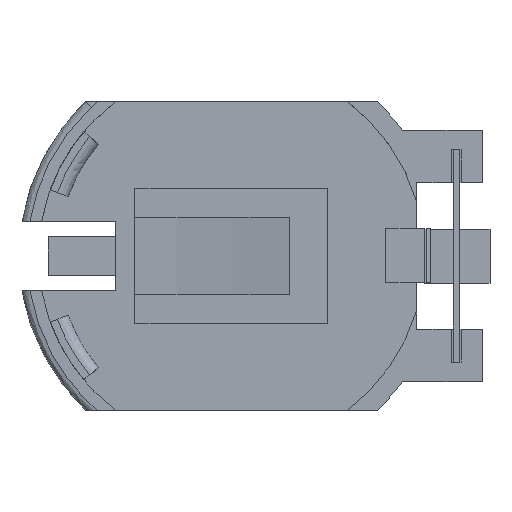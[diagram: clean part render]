
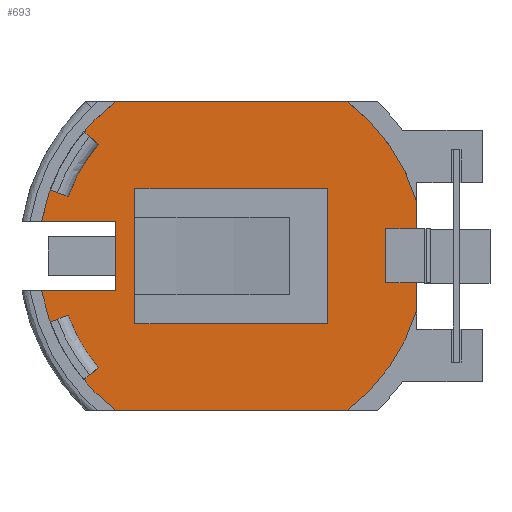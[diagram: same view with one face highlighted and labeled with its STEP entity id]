
A CAD part, top view. The second image highlights one B-rep face of the part: STEP entity #693.
In plain terms, the highlighted planar face has unit normal (0, 0, 1).
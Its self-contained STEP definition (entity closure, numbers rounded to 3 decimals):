
#11 = DIRECTION ( 'NONE',  ( 0., 1., 0. ) ) ;
#13 = LINE ( 'NONE', #2590, #3020 ) ;
#41 = LINE ( 'NONE', #3962, #1560 ) ;
#47 = EDGE_CURVE ( 'NONE', #2895, #1709, #1107, .T. ) ;
#55 = CARTESIAN_POINT ( 'NONE',  ( 0., 0., 1.2 ) ) ;
#156 = DIRECTION ( 'NONE',  ( -1., 0., 0. ) ) ;
#205 = AXIS2_PLACEMENT_3D ( 'NONE', #2157, #3484, #3757 ) ;
#277 = LINE ( 'NONE', #3116, #947 ) ;
#316 = VECTOR ( 'NONE', #3552, 1000. ) ;
#328 = VECTOR ( 'NONE', #1356, 1000. ) ;
#371 = CARTESIAN_POINT ( 'NONE',  ( 9.6, 0., 1.2 ) ) ;
#442 = EDGE_LOOP ( 'NONE', ( #599, #2710, #916, #2929 ) ) ;
#452 = ORIENTED_EDGE ( 'NONE', *, *, #3457, .T. ) ;
#504 = DIRECTION ( 'NONE',  ( -1., 0., 0. ) ) ;
#520 = PLANE ( 'NONE',  #1928 ) ;
#540 = CARTESIAN_POINT ( 'NONE',  ( 5., 3.5, 1.2 ) ) ;
#541 = VERTEX_POINT ( 'NONE', #1157 ) ;
#599 = ORIENTED_EDGE ( 'NONE', *, *, #1276, .T. ) ;
#631 = VECTOR ( 'NONE', #11, 1000. ) ;
#641 = FACE_OUTER_BOUND ( 'NONE', #2248, .T. ) ;
#654 = DIRECTION ( 'NONE',  ( -1., 0., 0. ) ) ;
#693 = ADVANCED_FACE ( 'NONE', ( #641, #2080 ), #520, .T. ) ;
#709 = VECTOR ( 'NONE', #3061, 1000. ) ;
#756 = EDGE_CURVE ( 'NONE', #541, #4037, #277, .T. ) ;
#825 = VERTEX_POINT ( 'NONE', #540 ) ;
#833 = LINE ( 'NONE', #2958, #316 ) ;
#859 = VERTEX_POINT ( 'NONE', #1266 ) ;
#916 = ORIENTED_EDGE ( 'NONE', *, *, #2739, .T. ) ;
#947 = VECTOR ( 'NONE', #504, 1000. ) ;
#988 = LINE ( 'NONE', #2587, #631 ) ;
#993 = LINE ( 'NONE', #3081, #1239 ) ;
#1017 = EDGE_CURVE ( 'NONE', #3551, #541, #4158, .T. ) ;
#1030 = CARTESIAN_POINT ( 'NONE',  ( 5., 0., 1.2 ) ) ;
#1051 = VERTEX_POINT ( 'NONE', #3018 ) ;
#1076 = CARTESIAN_POINT ( 'NONE',  ( -6., 8., 1.2 ) ) ;
#1097 = ORIENTED_EDGE ( 'NONE', *, *, #47, .T. ) ;
#1107 = LINE ( 'NONE', #2714, #709 ) ;
#1136 = CARTESIAN_POINT ( 'NONE',  ( 0., 0., 1.2 ) ) ;
#1152 = EDGE_CURVE ( 'NONE', #825, #859, #3847, .T. ) ;
#1157 = CARTESIAN_POINT ( 'NONE',  ( -6., -1.8, 1.2 ) ) ;
#1239 = VECTOR ( 'NONE', #156, 1000. ) ;
#1265 = VECTOR ( 'NONE', #3615, 1000. ) ;
#1266 = CARTESIAN_POINT ( 'NONE',  ( 5., -3.5, 1.2 ) ) ;
#1276 = EDGE_CURVE ( 'NONE', #2713, #825, #41, .T. ) ;
#1348 = CARTESIAN_POINT ( 'NONE',  ( -6., 0., 1.2 ) ) ;
#1356 = DIRECTION ( 'NONE',  ( 0., 1., 0. ) ) ;
#1374 = VERTEX_POINT ( 'NONE', #3448 ) ;
#1520 = VECTOR ( 'NONE', #1656, 1000. ) ;
#1551 = ORIENTED_EDGE ( 'NONE', *, *, #2392, .T. ) ;
#1560 = VECTOR ( 'NONE', #3014, 1000. ) ;
#1598 = ORIENTED_EDGE ( 'NONE', *, *, #2552, .T. ) ;
#1656 = DIRECTION ( 'NONE',  ( 0., -1., 0. ) ) ;
#1682 = CIRCLE ( 'NONE', #205, 10. ) ;
#1689 = VERTEX_POINT ( 'NONE', #3686 ) ;
#1709 = VERTEX_POINT ( 'NONE', #4069 ) ;
#1928 = AXIS2_PLACEMENT_3D ( 'NONE', #1136, #4022, #2781 ) ;
#1935 = LINE ( 'NONE', #371, #328 ) ;
#1968 = EDGE_CURVE ( 'NONE', #1709, #1051, #1682, .T. ) ;
#1973 = CARTESIAN_POINT ( 'NONE',  ( 0., 0., 1.2 ) ) ;
#2080 = FACE_BOUND ( 'NONE', #442, .T. ) ;
#2157 = CARTESIAN_POINT ( 'NONE',  ( 0., 0., 1.2 ) ) ;
#2247 = CIRCLE ( 'NONE', #3271, 10. ) ;
#2248 = EDGE_LOOP ( 'NONE', ( #1551, #3045, #3030, #3593, #2985, #1097, #3708, #3453, #452, #1598 ) ) ;
#2294 = DIRECTION ( 'NONE',  ( 1., 0., 0. ) ) ;
#2303 = DIRECTION ( 'NONE',  ( 1., 0., 0. ) ) ;
#2330 = EDGE_CURVE ( 'NONE', #1051, #1689, #1935, .T. ) ;
#2342 = VERTEX_POINT ( 'NONE', #1076 ) ;
#2379 = CARTESIAN_POINT ( 'NONE',  ( -6., 1.8, 1.2 ) ) ;
#2392 = EDGE_CURVE ( 'NONE', #2342, #3895, #3229, .T. ) ;
#2552 = EDGE_CURVE ( 'NONE', #3136, #2342, #993, .T. ) ;
#2587 = CARTESIAN_POINT ( 'NONE',  ( -5., 0., 1.2 ) ) ;
#2590 = CARTESIAN_POINT ( 'NONE',  ( 0., -3.5, 1.2 ) ) ;
#2609 = AXIS2_PLACEMENT_3D ( 'NONE', #1973, #3633, #2629 ) ;
#2629 = DIRECTION ( 'NONE',  ( 1., 0., 0. ) ) ;
#2668 = DIRECTION ( 'NONE',  ( 0., 0., 1. ) ) ;
#2690 = DIRECTION ( 'NONE',  ( 0., 0., 1. ) ) ;
#2710 = ORIENTED_EDGE ( 'NONE', *, *, #1152, .T. ) ;
#2713 = VERTEX_POINT ( 'NONE', #2938 ) ;
#2714 = CARTESIAN_POINT ( 'NONE',  ( 0., -8., 1.2 ) ) ;
#2739 = EDGE_CURVE ( 'NONE', #859, #1374, #13, .T. ) ;
#2765 = CARTESIAN_POINT ( 'NONE',  ( -6., -8., 1.2 ) ) ;
#2781 = DIRECTION ( 'NONE',  ( 1., 0., 0. ) ) ;
#2895 = VERTEX_POINT ( 'NONE', #2765 ) ;
#2929 = ORIENTED_EDGE ( 'NONE', *, *, #2947, .T. ) ;
#2938 = CARTESIAN_POINT ( 'NONE',  ( -5., 3.5, 1.2 ) ) ;
#2947 = EDGE_CURVE ( 'NONE', #1374, #2713, #988, .T. ) ;
#2948 = AXIS2_PLACEMENT_3D ( 'NONE', #3010, #2690, #2303 ) ;
#2958 = CARTESIAN_POINT ( 'NONE',  ( 0., 1.8, 1.2 ) ) ;
#2963 = CARTESIAN_POINT ( 'NONE',  ( 6., 8., 1.2 ) ) ;
#2985 = ORIENTED_EDGE ( 'NONE', *, *, #4109, .T. ) ;
#3010 = CARTESIAN_POINT ( 'NONE',  ( 0., 0., 1.2 ) ) ;
#3014 = DIRECTION ( 'NONE',  ( 1., 0., 0. ) ) ;
#3018 = CARTESIAN_POINT ( 'NONE',  ( 9.6, -2.8, 1.2 ) ) ;
#3020 = VECTOR ( 'NONE', #654, 1000. ) ;
#3030 = ORIENTED_EDGE ( 'NONE', *, *, #1017, .T. ) ;
#3045 = ORIENTED_EDGE ( 'NONE', *, *, #3326, .T. ) ;
#3061 = DIRECTION ( 'NONE',  ( 1., 0., 0. ) ) ;
#3081 = CARTESIAN_POINT ( 'NONE',  ( 0., 8., 1.2 ) ) ;
#3116 = CARTESIAN_POINT ( 'NONE',  ( 0., -1.8, 1.2 ) ) ;
#3136 = VERTEX_POINT ( 'NONE', #2963 ) ;
#3224 = CARTESIAN_POINT ( 'NONE',  ( -9.837, 1.8, 1.2 ) ) ;
#3229 = CIRCLE ( 'NONE', #2609, 10. ) ;
#3271 = AXIS2_PLACEMENT_3D ( 'NONE', #55, #2668, #2294 ) ;
#3326 = EDGE_CURVE ( 'NONE', #3895, #3551, #833, .T. ) ;
#3448 = CARTESIAN_POINT ( 'NONE',  ( -5., -3.5, 1.2 ) ) ;
#3453 = ORIENTED_EDGE ( 'NONE', *, *, #2330, .T. ) ;
#3457 = EDGE_CURVE ( 'NONE', #1689, #3136, #3459, .T. ) ;
#3459 = CIRCLE ( 'NONE', #2948, 10. ) ;
#3484 = DIRECTION ( 'NONE',  ( 0., 0., 1. ) ) ;
#3551 = VERTEX_POINT ( 'NONE', #2379 ) ;
#3552 = DIRECTION ( 'NONE',  ( 1., 0., 0. ) ) ;
#3593 = ORIENTED_EDGE ( 'NONE', *, *, #756, .T. ) ;
#3596 = CARTESIAN_POINT ( 'NONE',  ( -9.837, -1.8, 1.2 ) ) ;
#3615 = DIRECTION ( 'NONE',  ( 0., -1., 0. ) ) ;
#3633 = DIRECTION ( 'NONE',  ( 0., 0., 1. ) ) ;
#3686 = CARTESIAN_POINT ( 'NONE',  ( 9.6, 2.8, 1.2 ) ) ;
#3708 = ORIENTED_EDGE ( 'NONE', *, *, #1968, .T. ) ;
#3757 = DIRECTION ( 'NONE',  ( 1., 0., 0. ) ) ;
#3847 = LINE ( 'NONE', #1030, #1265 ) ;
#3895 = VERTEX_POINT ( 'NONE', #3224 ) ;
#3962 = CARTESIAN_POINT ( 'NONE',  ( 0., 3.5, 1.2 ) ) ;
#4022 = DIRECTION ( 'NONE',  ( 0., 0., 1. ) ) ;
#4037 = VERTEX_POINT ( 'NONE', #3596 ) ;
#4069 = CARTESIAN_POINT ( 'NONE',  ( 6., -8., 1.2 ) ) ;
#4109 = EDGE_CURVE ( 'NONE', #4037, #2895, #2247, .T. ) ;
#4158 = LINE ( 'NONE', #1348, #1520 ) ;
